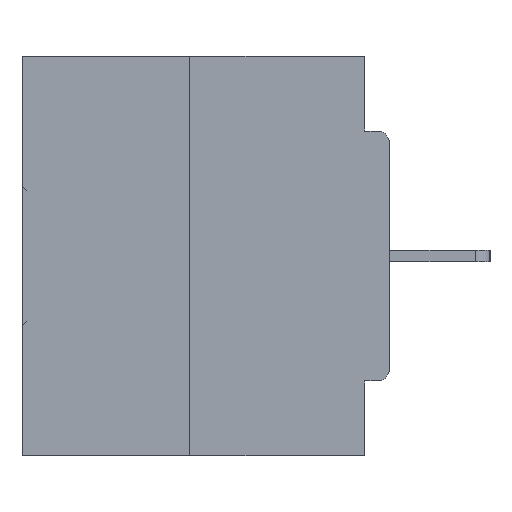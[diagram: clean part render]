
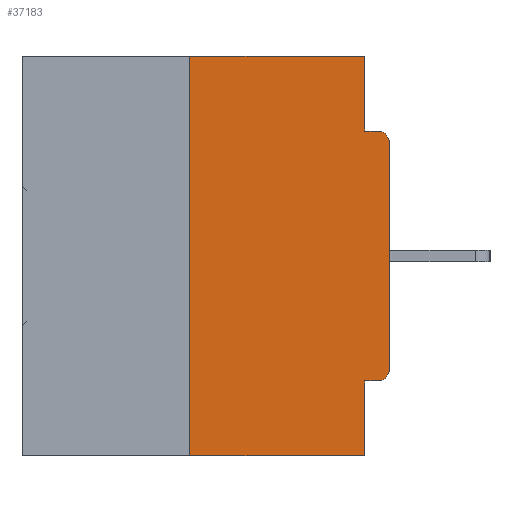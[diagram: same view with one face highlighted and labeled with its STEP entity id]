
A CAD part, left-side view. The second image highlights one B-rep face of the part: STEP entity #37183.
In plain terms, the highlighted planar face has unit normal (-1, 0, 0).
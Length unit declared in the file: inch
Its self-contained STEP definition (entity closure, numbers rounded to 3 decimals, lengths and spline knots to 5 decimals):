
#775 = FACE_OUTER_BOUND ( 'NONE', #7089, .T. ) ;
#842 = EDGE_CURVE ( 'NONE', #15139, #36873, #30552, .T. ) ;
#2015 = VECTOR ( 'NONE', #5531, 39.37008 ) ;
#2374 = ORIENTED_EDGE ( 'NONE', *, *, #32524, .T. ) ;
#2416 = VECTOR ( 'NONE', #39413, 39.37008 ) ;
#2994 = DIRECTION ( 'NONE',  ( 0., -1., 0. ) ) ;
#3409 = AXIS2_PLACEMENT_3D ( 'NONE', #37551, #4324, #22742 ) ;
#3713 = CARTESIAN_POINT ( 'NONE',  ( 0., 0.015, -0.0935 ) ) ;
#3981 = ORIENTED_EDGE ( 'NONE', *, *, #842, .F. ) ;
#4108 = EDGE_CURVE ( 'NONE', #13407, #16233, #33381, .T. ) ;
#4324 = DIRECTION ( 'NONE',  ( 1., 0., 0. ) ) ;
#5178 = VERTEX_POINT ( 'NONE', #31495 ) ;
#5531 = DIRECTION ( 'NONE',  ( 0., 0., -1. ) ) ;
#5543 = DIRECTION ( 'NONE',  ( 0., 0., -1. ) ) ;
#5628 = ORIENTED_EDGE ( 'NONE', *, *, #19957, .F. ) ;
#5779 = LINE ( 'NONE', #36005, #37164 ) ;
#7089 = EDGE_LOOP ( 'NONE', ( #12143, #5628, #2374, #7773, #24459, #19984, #14955, #35932, #28224, #3981 ) ) ;
#7625 = VERTEX_POINT ( 'NONE', #12685 ) ;
#7773 = ORIENTED_EDGE ( 'NONE', *, *, #32970, .F. ) ;
#8006 = CARTESIAN_POINT ( 'NONE',  ( 0., 0.031, -0.4065 ) ) ;
#8413 = LINE ( 'NONE', #32838, #2416 ) ;
#8902 = VERTEX_POINT ( 'NONE', #3713 ) ;
#9669 = EDGE_CURVE ( 'NONE', #16233, #28743, #8413, .T. ) ;
#10435 = CIRCLE ( 'NONE', #32800, 0.015 ) ;
#11932 = EDGE_CURVE ( 'NONE', #28743, #8902, #10435, .T. ) ;
#12143 = ORIENTED_EDGE ( 'NONE', *, *, #30945, .F. ) ;
#12685 = CARTESIAN_POINT ( 'NONE',  ( 0., 0.25, 0. ) ) ;
#13323 = PLANE ( 'NONE',  #3409 ) ;
#13407 = VERTEX_POINT ( 'NONE', #31358 ) ;
#13580 = VECTOR ( 'NONE', #32282, 39.37008 ) ;
#14092 = VERTEX_POINT ( 'NONE', #23671 ) ;
#14577 = CARTESIAN_POINT ( 'NONE',  ( 0., 0.015, -0.3915 ) ) ;
#14955 = ORIENTED_EDGE ( 'NONE', *, *, #9669, .T. ) ;
#15139 = VERTEX_POINT ( 'NONE', #16678 ) ;
#15314 = DIRECTION ( 'NONE',  ( 0., 0., -1. ) ) ;
#15333 = CARTESIAN_POINT ( 'NONE',  ( 0., 0.46, 0. ) ) ;
#15534 = LINE ( 'NONE', #27768, #20591 ) ;
#16233 = VERTEX_POINT ( 'NONE', #36993 ) ;
#16678 = CARTESIAN_POINT ( 'NONE',  ( 0., 0.031, 0. ) ) ;
#17592 = DIRECTION ( 'NONE',  ( 0., 0., -1. ) ) ;
#18148 = LINE ( 'NONE', #23558, #2015 ) ;
#18164 = LINE ( 'NONE', #15333, #30623 ) ;
#19221 = VECTOR ( 'NONE', #2994, 39.37008 ) ;
#19270 = VECTOR ( 'NONE', #15314, 39.37008 ) ;
#19957 = EDGE_CURVE ( 'NONE', #14092, #7625, #5779, .T. ) ;
#19984 = ORIENTED_EDGE ( 'NONE', *, *, #4108, .T. ) ;
#20462 = CARTESIAN_POINT ( 'NONE',  ( 0., 0., -0.0935 ) ) ;
#20564 = DIRECTION ( 'NONE',  ( -1., 0., 0. ) ) ;
#20591 = VECTOR ( 'NONE', #30965, 39.37008 ) ;
#22742 = DIRECTION ( 'NONE',  ( 0., 0., -1. ) ) ;
#23426 = DIRECTION ( 'NONE',  ( 0., 0., 1. ) ) ;
#23476 = LINE ( 'NONE', #20462, #13580 ) ;
#23558 = CARTESIAN_POINT ( 'NONE',  ( 0., 0.031, -0.5 ) ) ;
#23671 = CARTESIAN_POINT ( 'NONE',  ( 0., 0.25, -0.5 ) ) ;
#23803 = LINE ( 'NONE', #35991, #19221 ) ;
#24459 = ORIENTED_EDGE ( 'NONE', *, *, #34486, .F. ) ;
#24673 = CARTESIAN_POINT ( 'NONE',  ( 0., 0.031, -0.0935 ) ) ;
#25726 = AXIS2_PLACEMENT_3D ( 'NONE', #14577, #29822, #17592 ) ;
#26481 = CARTESIAN_POINT ( 'NONE',  ( 0., 0., -0.1085 ) ) ;
#27571 = DIRECTION ( 'NONE',  ( 0., -1., 0. ) ) ;
#27697 = CARTESIAN_POINT ( 'NONE',  ( 0., 0.015, -0.1085 ) ) ;
#27768 = CARTESIAN_POINT ( 'NONE',  ( 0., 0., -0.4065 ) ) ;
#28224 = ORIENTED_EDGE ( 'NONE', *, *, #36550, .F. ) ;
#28743 = VERTEX_POINT ( 'NONE', #26481 ) ;
#29049 = VERTEX_POINT ( 'NONE', #8006 ) ;
#29822 = DIRECTION ( 'NONE',  ( -1., 0., 0. ) ) ;
#30552 = LINE ( 'NONE', #30958, #19270 ) ;
#30623 = VECTOR ( 'NONE', #27571, 39.37008 ) ;
#30945 = EDGE_CURVE ( 'NONE', #7625, #15139, #18164, .T. ) ;
#30958 = CARTESIAN_POINT ( 'NONE',  ( 0., 0.031, 0. ) ) ;
#30965 = DIRECTION ( 'NONE',  ( 0., 1., 0. ) ) ;
#31358 = CARTESIAN_POINT ( 'NONE',  ( 0., 0.015, -0.4065 ) ) ;
#31495 = CARTESIAN_POINT ( 'NONE',  ( 0., 0.031, -0.5 ) ) ;
#32282 = DIRECTION ( 'NONE',  ( 0., -1., 0. ) ) ;
#32524 = EDGE_CURVE ( 'NONE', #14092, #5178, #23803, .T. ) ;
#32800 = AXIS2_PLACEMENT_3D ( 'NONE', #27697, #20564, #5543 ) ;
#32838 = CARTESIAN_POINT ( 'NONE',  ( 0., 0., 0. ) ) ;
#32970 = EDGE_CURVE ( 'NONE', #29049, #5178, #18148, .T. ) ;
#33381 = CIRCLE ( 'NONE', #25726, 0.015 ) ;
#34486 = EDGE_CURVE ( 'NONE', #13407, #29049, #15534, .T. ) ;
#35932 = ORIENTED_EDGE ( 'NONE', *, *, #11932, .T. ) ;
#35991 = CARTESIAN_POINT ( 'NONE',  ( 0., 0.46, -0.5 ) ) ;
#36005 = CARTESIAN_POINT ( 'NONE',  ( 0., 0.25, 0. ) ) ;
#36550 = EDGE_CURVE ( 'NONE', #36873, #8902, #23476, .T. ) ;
#36873 = VERTEX_POINT ( 'NONE', #24673 ) ;
#36993 = CARTESIAN_POINT ( 'NONE',  ( 0., 0., -0.3915 ) ) ;
#37164 = VECTOR ( 'NONE', #23426, 39.37008 ) ;
#37183 = ADVANCED_FACE ( 'NONE', ( #775 ), #13323, .F. ) ;
#37551 = CARTESIAN_POINT ( 'NONE',  ( 0., 0.46, 0. ) ) ;
#39413 = DIRECTION ( 'NONE',  ( 0., 0., 1. ) ) ;
